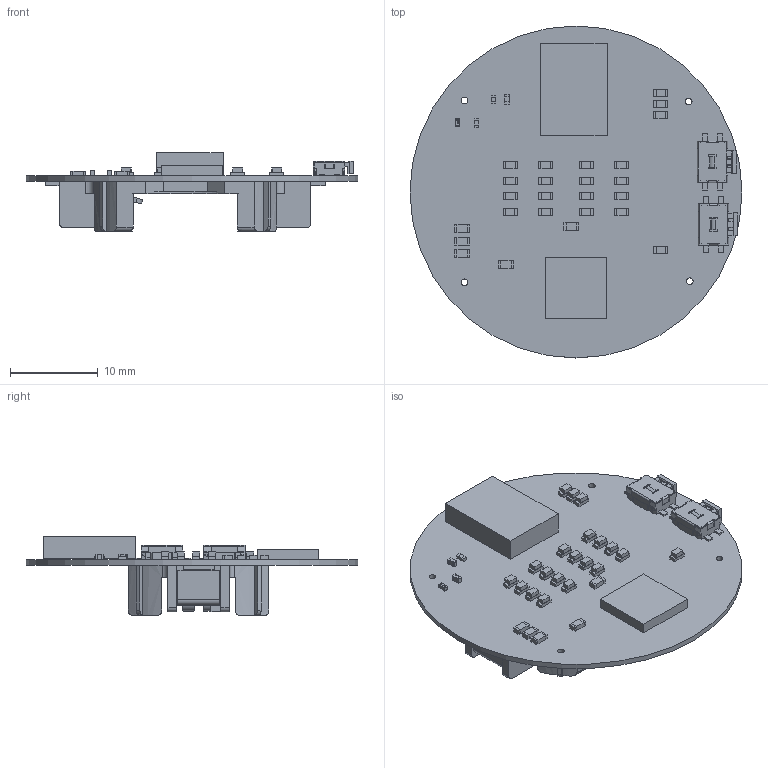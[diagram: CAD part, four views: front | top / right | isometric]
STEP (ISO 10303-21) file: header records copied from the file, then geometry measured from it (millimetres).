
FILE_DESCRIPTION(('Open CASCADE Model'),'2;1');
FILE_NAME('Open CASCADE Shape Model','2024-08-08T09:59:55',('Author'),( 'Open CASCADE'),'Open CASCADE STEP processor 7.5','Open CASCADE 7.5' ,'Unknown');
FILE_SCHEMA(('AUTOMOTIVE_DESIGN { 1 0 10303 214 1 1 1 1 }'));
Length unit declared in the file: millimetre
Products named in the file (75): PCB; Board; Open CASCADE STEP translator 7.5 1.1.1; BT1; Batt_Memory_Protection_Devices_BU2032SM-BT-GTR_eec; 1; 2; notch; DS1; 6240944656; Extruded; 6240944496; DS3; DS5; U2; 6240942016; U1; IC_Maxim_Integrated_DS3231SN#T&R_eec; TMP_PRS1; TIME1; SW2; 4363x10458xx; frame; pins; stem; cover; SW1; R11; 6240943856; 6240943616; R10; R9; R8; R7; R6; Res_Bourns_CR0402-FX-1243GLF_eec; body; pad; top; Bourns ...
Assembly tree (129 placements, depth 5):
  PCB
    Board
      Open CASCADE STEP translator 7.5 1.1.1
    BT1
      Batt_Memory_Protection_Devices_BU2032SM-BT-GTR_eec
        1
          1
          2
        notch
    DS1
      6240944656
        Extruded
      6240944496
        Extruded
    DS3
      6240944656
        Extruded
      6240944496
        Extruded
    DS5
      6240944656
        Extruded
      6240944496
        Extruded
    U2
      6240942016
        Extruded
    U1
      IC_Maxim_Integrated_DS3231SN#T&R_eec
        Extruded
    TMP_PRS1
      6240944656
        Extruded
      6240944496
        Extruded
    TIME1
      6240944496
        Extruded
      6240944656
        Extruded
    SW2
      4363x10458xx
        frame
        pins
        pins
        pins
        pins
        stem
        cover
    SW1
      4363x10458xx
        frame
        pins
        pins
        pins
        pins
        stem
        cover
    R11
      6240943856  x2
Bounding box: 37.8 x 37.8 x 8.97 mm (x, y, z)
Volume: 1731.7 mm3; surface area: 4853.2 mm2
Topology: 98 solids, 98 shells, 2001 faces, 5071 edges, 3272 vertices
Faces by surface type: plane 1332, cylinder 462, bspline 135, torus 32, sphere 32, cone 8
Full cylindrical faces by diameter (mm): 0.6 x4, 0.75 x4, 0.762 x4, 37.8 x1
Entity records: 41332 total; most frequent: CARTESIAN_POINT 8097, ORIENTED_EDGE 5978, DIRECTION 5621, EDGE_CURVE 2989, LINE 2119, VECTOR 2119, VERTEX_POINT 1923, AXIS2_PLACEMENT_3D 1751
